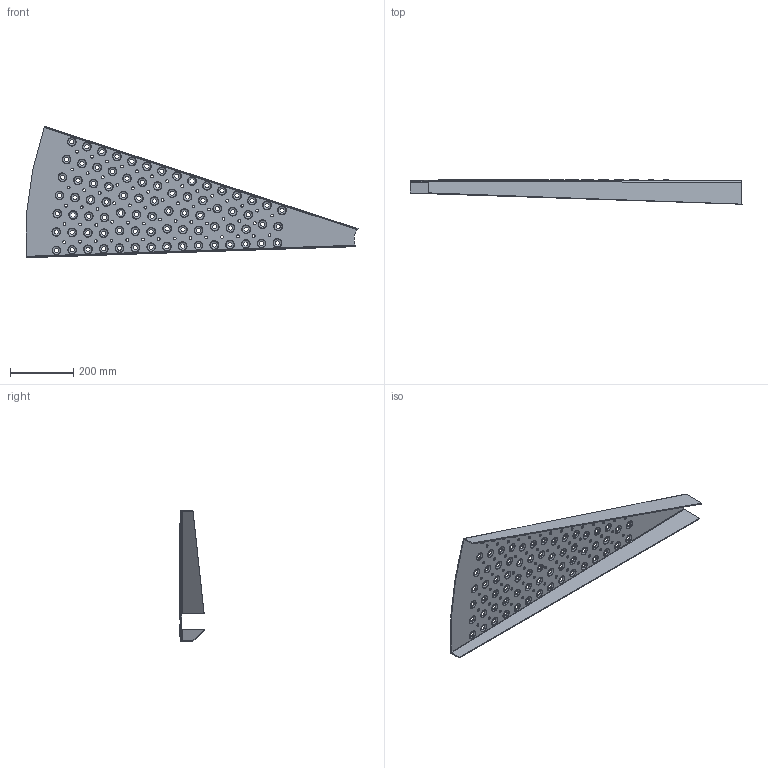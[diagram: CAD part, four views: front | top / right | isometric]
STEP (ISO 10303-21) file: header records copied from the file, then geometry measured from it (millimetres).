
FILE_DESCRIPTION (( 'STEP AP203' ), '1' );
FILE_NAME ('24136_24.0211_SPINDELTRIN_TYPE_K_1100mm_V=20.STEP', '2011-10-11T10:30:11', ( 'JKJ' ), ( '' ), 'SwSTEP 2.0', 'SolidWorks 2011', '' );
FILE_SCHEMA (( 'CONFIG_CONTROL_DESIGN' ));
Length unit declared in the file: millimetre
Products named in the file (1): 24136_24.0211_SPINDELTRIN_TYPE_K_1100mm_V=20
Bounding box: 1051.22 x 76.29 x 416.14 mm (x, y, z)
Volume: 1034069.3 mm3; surface area: 713895.1 mm2
Topology: 1 solids, 1 shells, 936 faces, 2726 edges, 1792 vertices
Faces by surface type: cone 474, torus 316, cylinder 126, plane 16, bspline 4
Entity records: 33003 total; most frequent: DIRECTION 6648, CARTESIAN_POINT 5643, ORIENTED_EDGE 5452, AXIS2_PLACEMENT_3D 3013, EDGE_CURVE 2726, CIRCLE 2080, VERTEX_POINT 1792, EDGE_LOOP 1214
